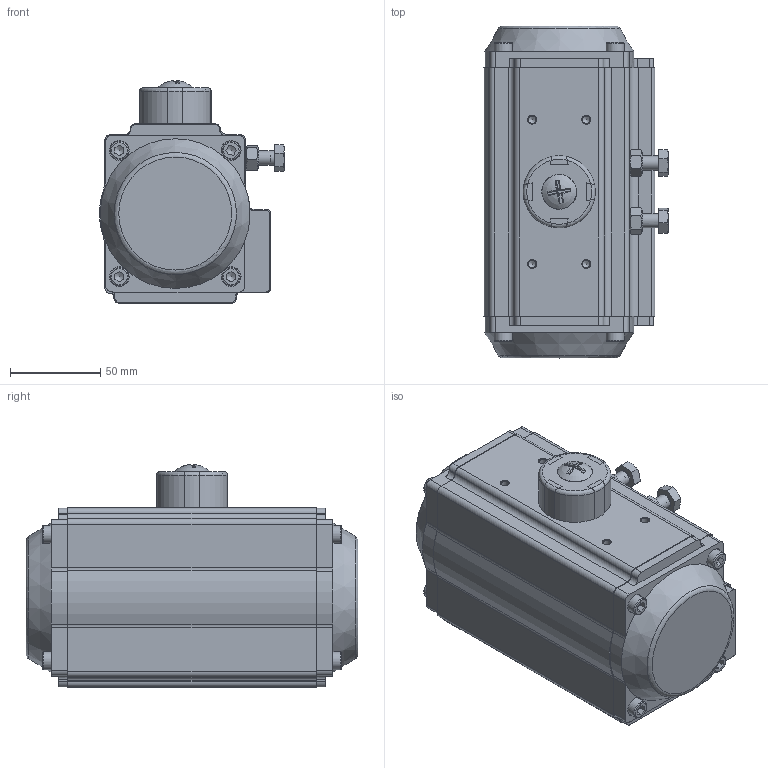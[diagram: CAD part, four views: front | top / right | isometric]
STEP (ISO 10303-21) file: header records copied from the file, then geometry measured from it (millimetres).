
FILE_DESCRIPTION(/* description */ (''),/* implementation_level */ '2;1');
FILE_NAME(/* name */ '',/* time_stamp */ '2016-12-29T09:36:15+08:00',/* author */ (''),/* organization */ (''),/* preprocessor_version */ 'ST-DEVELOPER v15',/* originating_system */ 'SIEMENS PLM Software NX 8.5',/* authorisation */ '');
FILE_SCHEMA (('AUTOMOTIVE_DESIGN { 1 0 10303 214 3 1 1 1 }'));
Length unit declared in the file: millimetre
Products named in the file (11): C-75-02-R; C-75-02-L; Indicator screw-83; Indicator-83; Nut adjust screw; Adjust screw; End-cap screw; C-75-08; U-75-004; C-75-01; C-75
Assembly tree (19 placements, depth 2):
  C-75
    C-75-01
    U-75-004
    C-75-08
    End-cap screw  x8
    Adjust screw  x2
    Nut adjust screw  x2
    Indicator-83
    Indicator screw-83
    C-75-02-L
    C-75-02-R
Bounding box: 102.41 x 184 x 123.42 mm (x, y, z)
Volume: 734648.8 mm3; surface area: 208522.4 mm2
Topology: 36 solids, 36 shells, 1045 faces, 2710 edges, 1764 vertices
Faces by surface type: cylinder 372, plane 361, cone 175, extrusion 80, torus 53, sphere 3, bspline 1
Full cylindrical faces by diameter (mm): 4.2 x8, 4.915 x8, 4.917 x8, 5 x19, 6 x17, 6.144 x1, 6.645 x2, 6.647 x4, 6.8 x6, 7 x10, 8 x6, 8.001 x2, 10 x8, 10.3 x2, 11 x8, 13 x1, 14 x1, 14.4 x1, 16.6 x1, 18 x17, 20 x2, 27.5 x1, 27.8 x1, 28 x1, 28.4 x1, 32 x3, 74.5 x2, 75 x1, 79 x2
Entity records: 27966 total; most frequent: CARTESIAN_POINT 7747, DIRECTION 4124, ORIENTED_EDGE 3848, EDGE_CURVE 1924, AXIS2_PLACEMENT_3D 1638, VERTEX_POINT 1386, EDGE_LOOP 1147, ADVANCED_FACE 852
